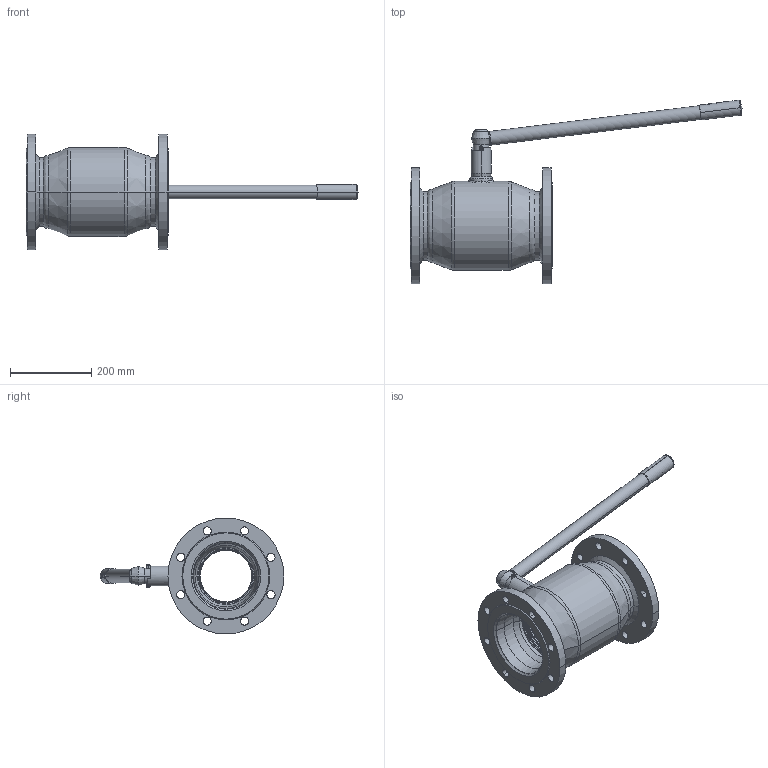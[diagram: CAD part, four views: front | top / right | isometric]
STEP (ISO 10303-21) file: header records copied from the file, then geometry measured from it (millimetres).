
FILE_DESCRIPTION((''),'2;1');
FILE_NAME('065N3610_ASM','2023-02-09T14:47:21',('U243909'),('Danfoss'),'CREO PARAMETRIC BY PTC INC, 2020342','CREO PARAMETRIC BY PTC INC, 2020342','');
FILE_SCHEMA(('AUTOMOTIVE_DESIGN { 1 0 10303 214 1 1 1 1 }'));
Length unit declared in the file: millimetre
Products named in the file (30): 22150009_1; 21150087; 22150010_SV1; 21150049; A01_21150000-OUTS; A02_21150000-OUTS; 21150000-OUTS_ASM; 21150088; 22150010_ASM; 21150059; 21150017; 21150016; 065N0850_G2-SV3; 22150013; 21150003; 21150023; 21150031; 50150336; 065N0850-SV1; 065N0850_G2-SV1; 71500311_ASM; 21150035; 21150034; 21150233-SV1; 21150433_ASM; 50125046; 22200033-2; 21150033C_ASM; 21150022; 065N3610_ASM
Assembly tree (38 placements, depth 5):
  065N3610_ASM
    71500311_ASM
      22150010_ASM
        22150009_1
        21150087
        22150010_SV1
        21150049
        21150000-OUTS_ASM
          A01_21150000-OUTS
          A02_21150000-OUTS
        21150088
      21150059  x2
      21150017
      21150016
      065N0850_G2-SV3  x2
      22150013  x2
      21150003  x2
      21150023  x2
      21150031  x2
      50150336  x2
      065N0850-SV1  x2
      065N0850_G2-SV1  x2
    21150033C_ASM
      21150433_ASM
        21150035
        21150034
        21150233-SV1
      50125046
      22200033-2
    21150022
Bounding box: 816.55 x 451.62 x 285 mm (x, y, z)
Volume: 4614021.1 mm3; surface area: 1485778.3 mm2
Topology: 33 solids, 35 shells, 686 faces, 1609 edges, 994 vertices
Faces by surface type: cylinder 221, plane 169, cone 127, extrusion 91, torus 44, revolution 14, bspline 12, sphere 8
Entity records: 26304 total; most frequent: CARTESIAN_POINT 7154, DIRECTION 2773, ORIENTED_EDGE 2702, PRESENTATION_STYLE_ASSIGNMENT 1388, STYLED_ITEM 1381, CURVE_STYLE 1355, EDGE_CURVE 1355, AXIS2_PLACEMENT_3D 1086
